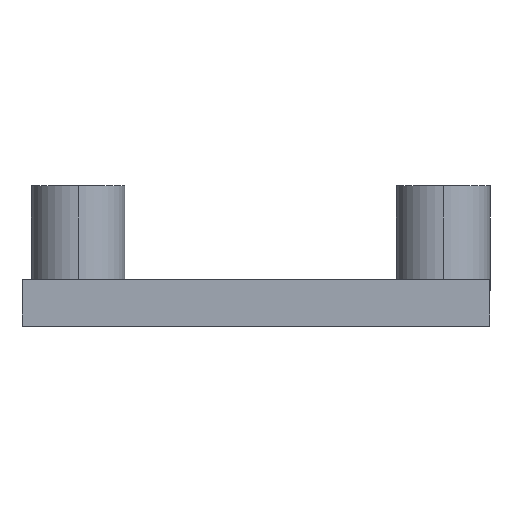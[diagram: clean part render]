
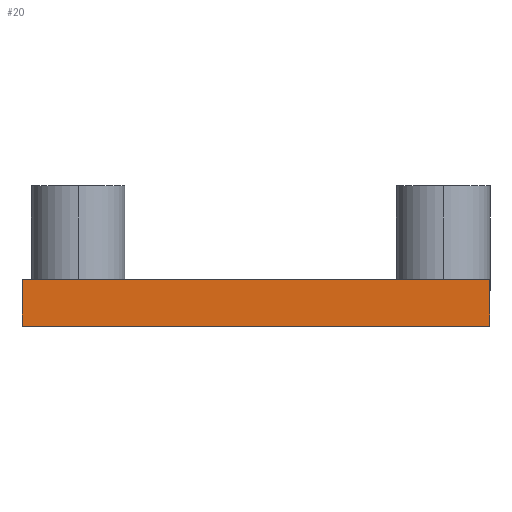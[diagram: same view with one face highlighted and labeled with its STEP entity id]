
A CAD part, left-side view. The second image highlights one B-rep face of the part: STEP entity #20.
In plain terms, the highlighted planar face has unit normal (-1, 0, 0).
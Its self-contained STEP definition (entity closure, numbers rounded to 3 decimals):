
#20 = ADVANCED_FACE ( 'NONE', ( #762 ), #78, .F. ) ;
#21 = ORIENTED_EDGE ( 'NONE', *, *, #419, .F. ) ;
#33 = CARTESIAN_POINT ( 'NONE',  ( 0., 25., -2.5 ) ) ;
#75 = VECTOR ( 'NONE', #648, 1000. ) ;
#78 = PLANE ( 'NONE',  #640 ) ;
#104 = EDGE_CURVE ( 'NONE', #996, #595, #249, .T. ) ;
#109 = LINE ( 'NONE', #585, #793 ) ;
#132 = DIRECTION ( 'NONE',  ( 0., 0., -1. ) ) ;
#156 = EDGE_LOOP ( 'NONE', ( #345, #21, #579, #900 ) ) ;
#232 = CARTESIAN_POINT ( 'NONE',  ( 0., 25., -2.5 ) ) ;
#244 = DIRECTION ( 'NONE',  ( 0., 1., 0. ) ) ;
#248 = CARTESIAN_POINT ( 'NONE',  ( 0., 25., 0. ) ) ;
#249 = LINE ( 'NONE', #954, #904 ) ;
#256 = EDGE_CURVE ( 'NONE', #996, #523, #689, .T. ) ;
#314 = DIRECTION ( 'NONE',  ( 0., 0., 1. ) ) ;
#345 = ORIENTED_EDGE ( 'NONE', *, *, #428, .T. ) ;
#396 = CARTESIAN_POINT ( 'NONE',  ( 0., 0., -2.5 ) ) ;
#419 = EDGE_CURVE ( 'NONE', #595, #829, #726, .T. ) ;
#428 = EDGE_CURVE ( 'NONE', #523, #829, #109, .T. ) ;
#523 = VERTEX_POINT ( 'NONE', #972 ) ;
#526 = DIRECTION ( 'NONE',  ( 1., 0., 0. ) ) ;
#579 = ORIENTED_EDGE ( 'NONE', *, *, #104, .F. ) ;
#585 = CARTESIAN_POINT ( 'NONE',  ( 0., 0., 0. ) ) ;
#595 = VERTEX_POINT ( 'NONE', #232 ) ;
#640 = AXIS2_PLACEMENT_3D ( 'NONE', #776, #526, #132 ) ;
#648 = DIRECTION ( 'NONE',  ( 0., 0., 1. ) ) ;
#689 = LINE ( 'NONE', #396, #856 ) ;
#726 = LINE ( 'NONE', #33, #75 ) ;
#737 = CARTESIAN_POINT ( 'NONE',  ( 0., 0., -2.5 ) ) ;
#762 = FACE_OUTER_BOUND ( 'NONE', #156, .T. ) ;
#776 = CARTESIAN_POINT ( 'NONE',  ( 0., 0., -2.5 ) ) ;
#793 = VECTOR ( 'NONE', #820, 1000. ) ;
#820 = DIRECTION ( 'NONE',  ( 0., 1., 0. ) ) ;
#829 = VERTEX_POINT ( 'NONE', #248 ) ;
#856 = VECTOR ( 'NONE', #314, 1000. ) ;
#900 = ORIENTED_EDGE ( 'NONE', *, *, #256, .T. ) ;
#904 = VECTOR ( 'NONE', #244, 1000. ) ;
#954 = CARTESIAN_POINT ( 'NONE',  ( 0., 0., -2.5 ) ) ;
#972 = CARTESIAN_POINT ( 'NONE',  ( 0., 0., 0. ) ) ;
#996 = VERTEX_POINT ( 'NONE', #737 ) ;
